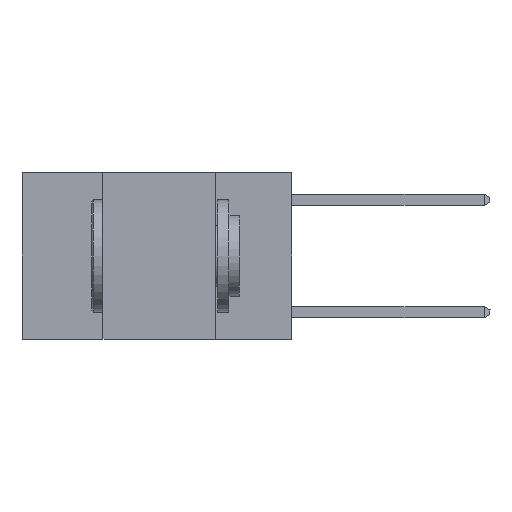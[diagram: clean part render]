
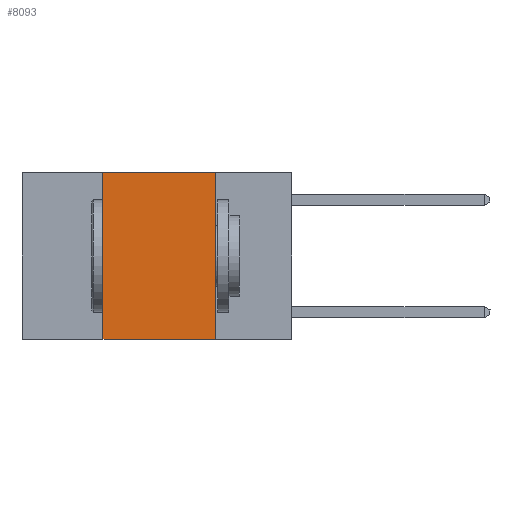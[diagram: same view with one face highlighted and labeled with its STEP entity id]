
A CAD part, left-side view. The second image highlights one B-rep face of the part: STEP entity #8093.
In plain terms, the highlighted planar face has unit normal (-1, 0, 0).
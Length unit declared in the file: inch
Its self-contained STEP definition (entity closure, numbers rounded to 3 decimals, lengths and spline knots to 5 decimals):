
#1634 = PLANE ( 'NONE',  #3134 ) ;
#1744 = EDGE_CURVE ( 'NONE', #13460, #17550, #4526, .T. ) ;
#1753 = VECTOR ( 'NONE', #7890, 39.37008 ) ;
#1982 = CARTESIAN_POINT ( 'NONE',  ( 0., 0.42, -0.37 ) ) ;
#2430 = FACE_OUTER_BOUND ( 'NONE', #9103, .T. ) ;
#2784 = LINE ( 'NONE', #14166, #17411 ) ;
#3061 = CARTESIAN_POINT ( 'NONE',  ( 0., 0.6, 0. ) ) ;
#3125 = DIRECTION ( 'NONE',  ( 0., 0., -1. ) ) ;
#3134 = AXIS2_PLACEMENT_3D ( 'NONE', #3061, #11817, #3125 ) ;
#3152 = EDGE_CURVE ( 'NONE', #13460, #5216, #10051, .T. ) ;
#4246 = CARTESIAN_POINT ( 'NONE',  ( 0., 0.6, -0.37 ) ) ;
#4526 = LINE ( 'NONE', #17291, #15423 ) ;
#4897 = ORIENTED_EDGE ( 'NONE', *, *, #3152, .T. ) ;
#5216 = VERTEX_POINT ( 'NONE', #7168 ) ;
#5597 = VECTOR ( 'NONE', #14681, 39.37008 ) ;
#6045 = ORIENTED_EDGE ( 'NONE', *, *, #14176, .F. ) ;
#6070 = LINE ( 'NONE', #13309, #5597 ) ;
#7168 = CARTESIAN_POINT ( 'NONE',  ( 0., 0.17, -0.37 ) ) ;
#7890 = DIRECTION ( 'NONE',  ( 0., -1., 0. ) ) ;
#8093 = ADVANCED_FACE ( 'NONE', ( #2430 ), #1634, .F. ) ;
#8939 = VERTEX_POINT ( 'NONE', #10272 ) ;
#9103 = EDGE_LOOP ( 'NONE', ( #12764, #6045, #15758, #4897 ) ) ;
#10051 = LINE ( 'NONE', #4246, #1753 ) ;
#10272 = CARTESIAN_POINT ( 'NONE',  ( 0., 0.17, 0. ) ) ;
#11817 = DIRECTION ( 'NONE',  ( 1., 0., 0. ) ) ;
#12534 = CARTESIAN_POINT ( 'NONE',  ( 0., 0.42, 0. ) ) ;
#12676 = DIRECTION ( 'NONE',  ( 0., 0., 1. ) ) ;
#12764 = ORIENTED_EDGE ( 'NONE', *, *, #15502, .F. ) ;
#13309 = CARTESIAN_POINT ( 'NONE',  ( 0., 0.6, 0. ) ) ;
#13460 = VERTEX_POINT ( 'NONE', #1982 ) ;
#14166 = CARTESIAN_POINT ( 'NONE',  ( 0., 0.17, 0. ) ) ;
#14176 = EDGE_CURVE ( 'NONE', #17550, #8939, #6070, .T. ) ;
#14681 = DIRECTION ( 'NONE',  ( 0., -1., 0. ) ) ;
#15423 = VECTOR ( 'NONE', #12676, 39.37008 ) ;
#15502 = EDGE_CURVE ( 'NONE', #8939, #5216, #2784, .T. ) ;
#15506 = DIRECTION ( 'NONE',  ( 0., 0., -1. ) ) ;
#15758 = ORIENTED_EDGE ( 'NONE', *, *, #1744, .F. ) ;
#17291 = CARTESIAN_POINT ( 'NONE',  ( 0., 0.42, 0. ) ) ;
#17411 = VECTOR ( 'NONE', #15506, 39.37008 ) ;
#17550 = VERTEX_POINT ( 'NONE', #12534 ) ;
